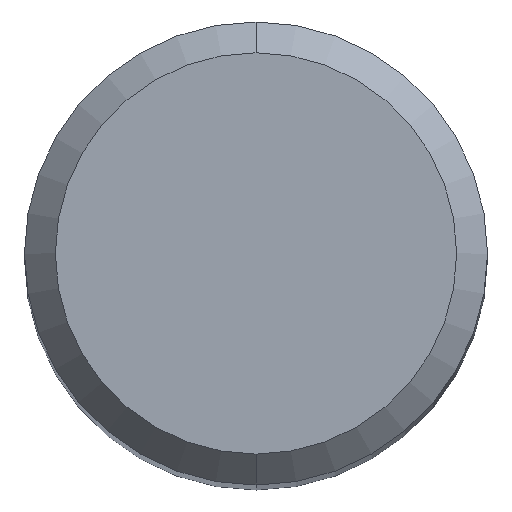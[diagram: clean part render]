
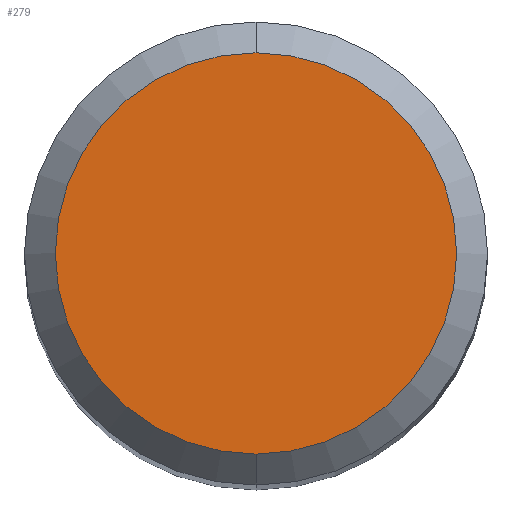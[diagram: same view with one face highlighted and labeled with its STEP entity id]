
A CAD part, top view. The second image highlights one B-rep face of the part: STEP entity #279.
In plain terms, the highlighted planar face has unit normal (0, 0, 1).
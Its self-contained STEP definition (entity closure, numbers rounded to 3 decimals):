
#273=VERTEX_POINT('',#603);
#279=ADVANCED_FACE('',(#609),#610,.T.);
#335=VERTEX_POINT('',#673);
#439=EDGE_CURVE('',#335,#273,#785,.T.);
#475=EDGE_CURVE('',#273,#335,#823,.T.);
#603=CARTESIAN_POINT('',(0.,-2.6,0.0));
#609=FACE_OUTER_BOUND('',#1037,.T.);
#610=PLANE('',#1038);
#673=CARTESIAN_POINT('',(0.0,2.6,0.0));
#785=CIRCLE('',#1419,2.6);
#823=CIRCLE('',#1478,2.6);
#1037=EDGE_LOOP('',(#1623,#1624));
#1038=AXIS2_PLACEMENT_3D('',#1625,#1626,#1627);
#1419=AXIS2_PLACEMENT_3D('',#1810,#1811,#1812);
#1478=AXIS2_PLACEMENT_3D('',#1845,#1846,#1847);
#1623=ORIENTED_EDGE('',*,*,#439,.F.);
#1624=ORIENTED_EDGE('',*,*,#475,.F.);
#1625=CARTESIAN_POINT('',(0.0,1.3,0.0));
#1626=DIRECTION('',(-0.0,0.0,1.0));
#1627=DIRECTION('',(0.0,-1.0,0.0));
#1810=CARTESIAN_POINT('',(0.0,0.0,0.0));
#1811=DIRECTION('',(0.0,0.0,-1.0));
#1812=DIRECTION('',(0.0,1.0,0.0));
#1845=CARTESIAN_POINT('',(0.0,0.0,0.0));
#1846=DIRECTION('',(0.0,0.0,-1.0));
#1847=DIRECTION('',(0.0,1.0,0.0));
